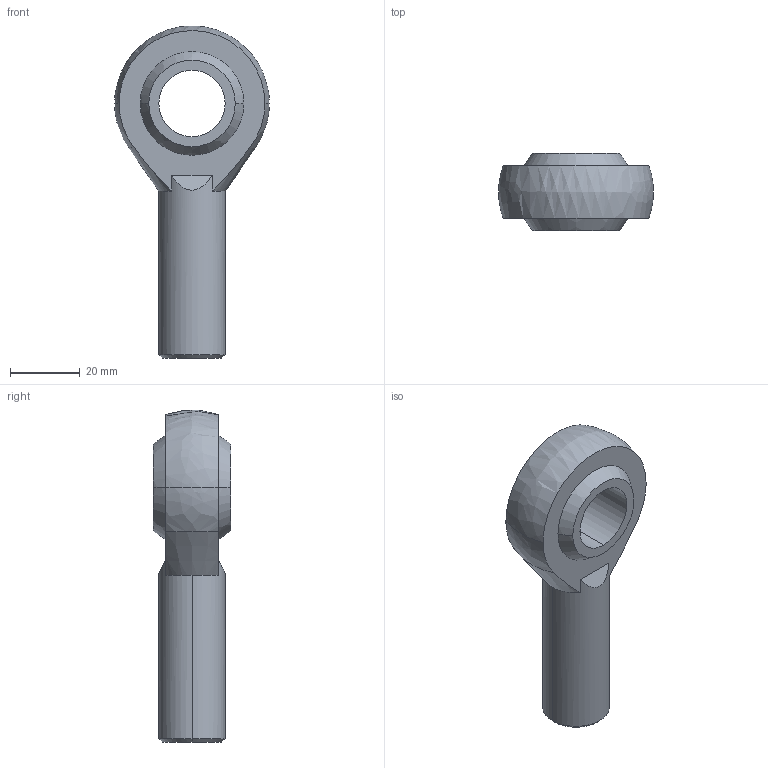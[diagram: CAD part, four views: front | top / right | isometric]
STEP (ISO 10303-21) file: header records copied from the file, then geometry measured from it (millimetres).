
FILE_DESCRIPTION (( 'STEP AP214' ), '1' );
FILE_NAME ('A-KARI-12.step', '2017-11-29T20:18:21', ( '' ), ( '' ), 'SwSTEP 2.0', 'SolidWorks 2017', '' );
FILE_SCHEMA (( 'AUTOMOTIVE_DESIGN' ));
Length unit declared in the file: inch
Products named in the file (1): A-KARI-12
Bounding box: 44.45 x 22.23 x 95.25 mm (x, y, z)
Volume: 35642.4 mm3; surface area: 9115.5 mm2
Topology: 1 solids, 1 shells, 23 faces, 60 edges, 37 vertices
Faces by surface type: bspline 7, plane 7, cone 5, cylinder 4
Entity records: 1108 total; most frequent: CARTESIAN_POINT 438, ORIENTED_EDGE 112, DIRECTION 109, EDGE_CURVE 56, AXIS2_PLACEMENT_3D 48, VERTEX_POINT 37, CIRCLE 31, EDGE_LOOP 27
